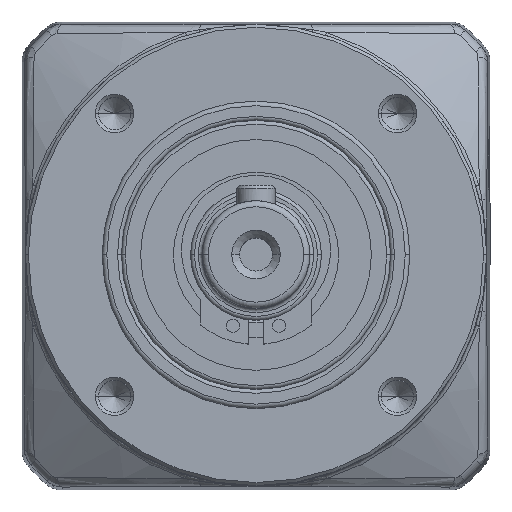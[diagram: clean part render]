
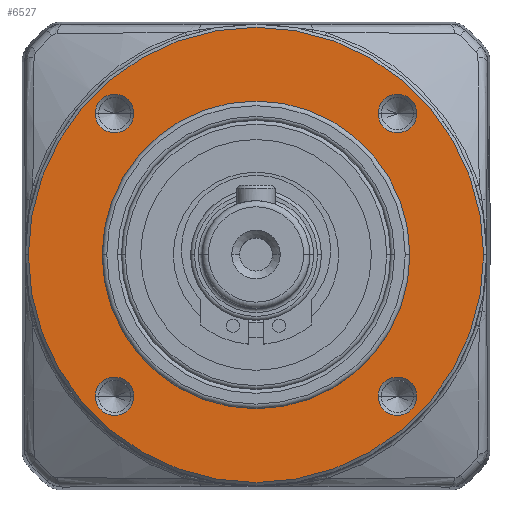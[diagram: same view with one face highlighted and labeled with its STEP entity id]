
A CAD part, top view. The second image highlights one B-rep face of the part: STEP entity #6527.
In plain terms, the highlighted planar face has unit normal (0, 0, 1).
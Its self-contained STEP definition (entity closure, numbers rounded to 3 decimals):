
#488 = ORIENTED_EDGE ( 'NONE', *, *, #15031, .T. ) ;
#653 = DIRECTION ( 'NONE',  ( 1., 0., 0. ) ) ;
#826 = ORIENTED_EDGE ( 'NONE', *, *, #10285, .F. ) ;
#837 = DIRECTION ( 'NONE',  ( 1., 0., 0. ) ) ;
#839 = CARTESIAN_POINT ( 'NONE',  ( 0., 0., 25.5 ) ) ;
#914 = CARTESIAN_POINT ( 'NONE',  ( -18.385, 18.385, 25.5 ) ) ;
#1245 = EDGE_CURVE ( 'NONE', #14640, #8665, #19334, .T. ) ;
#1255 = EDGE_LOOP ( 'NONE', ( #16350, #13289 ) ) ;
#1286 = CARTESIAN_POINT ( 'NONE',  ( -20.885, -18.385, 25.5 ) ) ;
#1321 = EDGE_LOOP ( 'NONE', ( #488, #10628 ) ) ;
#1445 = CARTESIAN_POINT ( 'NONE',  ( 15.885, -18.385, 25.5 ) ) ;
#1730 = EDGE_CURVE ( 'NONE', #14543, #2956, #19576, .T. ) ;
#1759 = EDGE_CURVE ( 'NONE', #8665, #14640, #4754, .T. ) ;
#1890 = EDGE_LOOP ( 'NONE', ( #3336, #16024 ) ) ;
#1945 = AXIS2_PLACEMENT_3D ( 'NONE', #10233, #3865, #653 ) ;
#2235 = CARTESIAN_POINT ( 'NONE',  ( 20., 0., 25.5 ) ) ;
#2541 = ORIENTED_EDGE ( 'NONE', *, *, #1730, .F. ) ;
#2937 = AXIS2_PLACEMENT_3D ( 'NONE', #8849, #5748, #10557 ) ;
#2956 = VERTEX_POINT ( 'NONE', #2235 ) ;
#3085 = CARTESIAN_POINT ( 'NONE',  ( 15.885, 18.385, 25.5 ) ) ;
#3289 = DIRECTION ( 'NONE',  ( 0., 0., -1. ) ) ;
#3323 = FACE_BOUND ( 'NONE', #1890, .T. ) ;
#3336 = ORIENTED_EDGE ( 'NONE', *, *, #1759, .T. ) ;
#3711 = DIRECTION ( 'NONE',  ( 1., 0., 0. ) ) ;
#3830 = DIRECTION ( 'NONE',  ( 1., 0., 0. ) ) ;
#3865 = DIRECTION ( 'NONE',  ( 0., 0., -1. ) ) ;
#4050 = DIRECTION ( 'NONE',  ( 1., 0., 0. ) ) ;
#4625 = ORIENTED_EDGE ( 'NONE', *, *, #10935, .T. ) ;
#4754 = CIRCLE ( 'NONE', #2937, 2.5 ) ;
#4885 = CARTESIAN_POINT ( 'NONE',  ( -15.885, -18.385, 25.5 ) ) ;
#5068 = CARTESIAN_POINT ( 'NONE',  ( 29.6, 0., 25.5 ) ) ;
#5083 = EDGE_CURVE ( 'NONE', #5382, #6491, #19236, .T. ) ;
#5252 = AXIS2_PLACEMENT_3D ( 'NONE', #839, #18692, #5536 ) ;
#5382 = VERTEX_POINT ( 'NONE', #11209 ) ;
#5536 = DIRECTION ( 'NONE',  ( 1., 0., 0. ) ) ;
#5604 = DIRECTION ( 'NONE',  ( 0., 0., 1. ) ) ;
#5748 = DIRECTION ( 'NONE',  ( 0., 0., -1. ) ) ;
#5884 = VERTEX_POINT ( 'NONE', #4885 ) ;
#6147 = FACE_BOUND ( 'NONE', #14352, .T. ) ;
#6372 = EDGE_CURVE ( 'NONE', #5884, #13645, #19191, .T. ) ;
#6491 = VERTEX_POINT ( 'NONE', #16921 ) ;
#6527 = ADVANCED_FACE ( 'NONE', ( #3323, #15860, #9974, #11512, #7176, #6147 ), #13678, .T. ) ;
#6728 = EDGE_CURVE ( 'NONE', #6491, #5382, #19463, .T. ) ;
#6804 = CARTESIAN_POINT ( 'NONE',  ( -18.385, -18.385, 25.5 ) ) ;
#6930 = AXIS2_PLACEMENT_3D ( 'NONE', #8571, #10124, #18395 ) ;
#7176 = FACE_OUTER_BOUND ( 'NONE', #16519, .T. ) ;
#7208 = DIRECTION ( 'NONE',  ( 0., 0., -1. ) ) ;
#7285 = AXIS2_PLACEMENT_3D ( 'NONE', #914, #18843, #4050 ) ;
#7389 = VERTEX_POINT ( 'NONE', #3085 ) ;
#7978 = CARTESIAN_POINT ( 'NONE',  ( 18.385, 18.385, 25.5 ) ) ;
#8068 = DIRECTION ( 'NONE',  ( 1., 0., 0. ) ) ;
#8318 = CARTESIAN_POINT ( 'NONE',  ( 18.385, -18.385, 25.5 ) ) ;
#8360 = VERTEX_POINT ( 'NONE', #5068 ) ;
#8544 = CIRCLE ( 'NONE', #1945, 2.5 ) ;
#8571 = CARTESIAN_POINT ( 'NONE',  ( -18.385, -18.385, 25.5 ) ) ;
#8650 = CIRCLE ( 'NONE', #15000, 20. ) ;
#8665 = VERTEX_POINT ( 'NONE', #13999 ) ;
#8711 = CARTESIAN_POINT ( 'NONE',  ( 0., 0., 25.5 ) ) ;
#8814 = DIRECTION ( 'NONE',  ( 1., 0., 0. ) ) ;
#8849 = CARTESIAN_POINT ( 'NONE',  ( 18.385, -18.385, 25.5 ) ) ;
#9646 = AXIS2_PLACEMENT_3D ( 'NONE', #12170, #10305, #8814 ) ;
#9952 = VERTEX_POINT ( 'NONE', #19863 ) ;
#9974 = FACE_BOUND ( 'NONE', #1255, .T. ) ;
#10124 = DIRECTION ( 'NONE',  ( 0., 0., -1. ) ) ;
#10233 = CARTESIAN_POINT ( 'NONE',  ( 18.385, 18.385, 25.5 ) ) ;
#10285 = EDGE_CURVE ( 'NONE', #2956, #14543, #8650, .T. ) ;
#10305 = DIRECTION ( 'NONE',  ( 0., 0., 1. ) ) ;
#10557 = DIRECTION ( 'NONE',  ( 1., 0., 0. ) ) ;
#10628 = ORIENTED_EDGE ( 'NONE', *, *, #16251, .T. ) ;
#10822 = EDGE_CURVE ( 'NONE', #13645, #5884, #15766, .T. ) ;
#10935 = EDGE_CURVE ( 'NONE', #9952, #8360, #17290, .T. ) ;
#11209 = CARTESIAN_POINT ( 'NONE',  ( -15.885, 18.385, 25.5 ) ) ;
#11272 = ORIENTED_EDGE ( 'NONE', *, *, #6372, .T. ) ;
#11512 = FACE_BOUND ( 'NONE', #1321, .T. ) ;
#12170 = CARTESIAN_POINT ( 'NONE',  ( 0., 0., 25.5 ) ) ;
#12790 = CARTESIAN_POINT ( 'NONE',  ( 0., 0., 25.5 ) ) ;
#13289 = ORIENTED_EDGE ( 'NONE', *, *, #6728, .T. ) ;
#13440 = CARTESIAN_POINT ( 'NONE',  ( 20.885, 18.385, 25.5 ) ) ;
#13572 = ORIENTED_EDGE ( 'NONE', *, *, #10822, .T. ) ;
#13645 = VERTEX_POINT ( 'NONE', #1286 ) ;
#13654 = DIRECTION ( 'NONE',  ( 0., 0., 1. ) ) ;
#13678 = PLANE ( 'NONE',  #9646 ) ;
#13854 = DIRECTION ( 'NONE',  ( 1., 0., 0. ) ) ;
#13884 = VERTEX_POINT ( 'NONE', #13440 ) ;
#13933 = DIRECTION ( 'NONE',  ( 0., 0., -1. ) ) ;
#13999 = CARTESIAN_POINT ( 'NONE',  ( 20.885, -18.385, 25.5 ) ) ;
#14083 = AXIS2_PLACEMENT_3D ( 'NONE', #15397, #5604, #837 ) ;
#14352 = EDGE_LOOP ( 'NONE', ( #2541, #826 ) ) ;
#14506 = DIRECTION ( 'NONE',  ( 0., 0., 1. ) ) ;
#14543 = VERTEX_POINT ( 'NONE', #18969 ) ;
#14640 = VERTEX_POINT ( 'NONE', #1445 ) ;
#14961 = EDGE_CURVE ( 'NONE', #8360, #9952, #17502, .T. ) ;
#15000 = AXIS2_PLACEMENT_3D ( 'NONE', #12790, #14506, #8068 ) ;
#15031 = EDGE_CURVE ( 'NONE', #13884, #7389, #15441, .T. ) ;
#15397 = CARTESIAN_POINT ( 'NONE',  ( 0., 0., 25.5 ) ) ;
#15441 = CIRCLE ( 'NONE', #19608, 2.5 ) ;
#15652 = AXIS2_PLACEMENT_3D ( 'NONE', #20336, #13933, #18616 ) ;
#15766 = CIRCLE ( 'NONE', #6930, 2.5 ) ;
#15860 = FACE_BOUND ( 'NONE', #18158, .T. ) ;
#16024 = ORIENTED_EDGE ( 'NONE', *, *, #1245, .T. ) ;
#16251 = EDGE_CURVE ( 'NONE', #7389, #13884, #8544, .T. ) ;
#16350 = ORIENTED_EDGE ( 'NONE', *, *, #5083, .T. ) ;
#16377 = DIRECTION ( 'NONE',  ( 1., 0., 0. ) ) ;
#16519 = EDGE_LOOP ( 'NONE', ( #4625, #18654 ) ) ;
#16777 = DIRECTION ( 'NONE',  ( 0., 0., -1. ) ) ;
#16921 = CARTESIAN_POINT ( 'NONE',  ( -20.885, 18.385, 25.5 ) ) ;
#17290 = CIRCLE ( 'NONE', #14083, 29.6 ) ;
#17502 = CIRCLE ( 'NONE', #20714, 29.6 ) ;
#18158 = EDGE_LOOP ( 'NONE', ( #11272, #13572 ) ) ;
#18395 = DIRECTION ( 'NONE',  ( 1., 0., 0. ) ) ;
#18616 = DIRECTION ( 'NONE',  ( 1., 0., 0. ) ) ;
#18654 = ORIENTED_EDGE ( 'NONE', *, *, #14961, .T. ) ;
#18692 = DIRECTION ( 'NONE',  ( 0., 0., 1. ) ) ;
#18843 = DIRECTION ( 'NONE',  ( 0., 0., -1. ) ) ;
#18969 = CARTESIAN_POINT ( 'NONE',  ( -20., 0., 25.5 ) ) ;
#19089 = AXIS2_PLACEMENT_3D ( 'NONE', #8318, #3289, #16377 ) ;
#19191 = CIRCLE ( 'NONE', #20290, 2.5 ) ;
#19236 = CIRCLE ( 'NONE', #7285, 2.5 ) ;
#19334 = CIRCLE ( 'NONE', #19089, 2.5 ) ;
#19463 = CIRCLE ( 'NONE', #15652, 2.5 ) ;
#19576 = CIRCLE ( 'NONE', #5252, 20. ) ;
#19608 = AXIS2_PLACEMENT_3D ( 'NONE', #7978, #7208, #13854 ) ;
#19863 = CARTESIAN_POINT ( 'NONE',  ( -29.6, 0., 25.5 ) ) ;
#20290 = AXIS2_PLACEMENT_3D ( 'NONE', #6804, #16777, #3711 ) ;
#20336 = CARTESIAN_POINT ( 'NONE',  ( -18.385, 18.385, 25.5 ) ) ;
#20714 = AXIS2_PLACEMENT_3D ( 'NONE', #8711, #13654, #3830 ) ;
